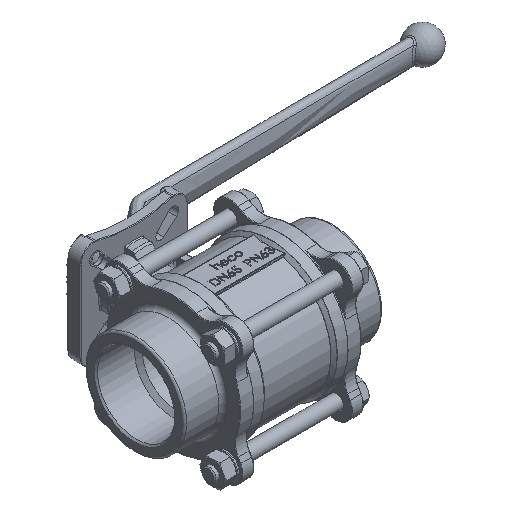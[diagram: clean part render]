
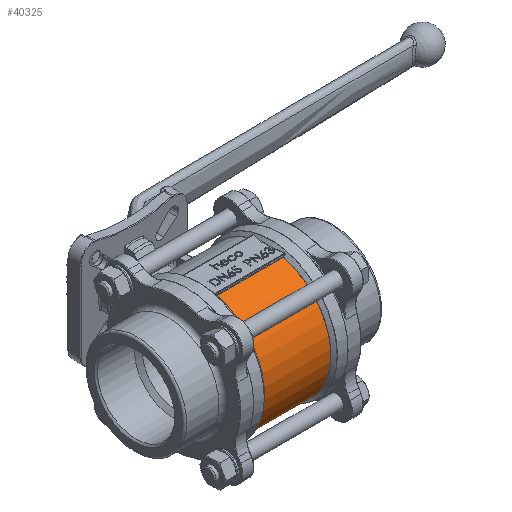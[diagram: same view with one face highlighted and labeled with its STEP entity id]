
A CAD part, isometric view. The second image highlights one B-rep face of the part: STEP entity #40325.
In plain terms, the highlighted cylindrical face has radius 59.5 mm (diameter 119 mm), a partial arc.
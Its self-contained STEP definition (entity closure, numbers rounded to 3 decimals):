
#5819 = CYLINDRICAL_SURFACE ( 'NONE', #34636, 59.5 ) ;
#5820 = FACE_OUTER_BOUND ( 'NONE', #62085, .T. ) ;
#5821 = CARTESIAN_POINT ( 'NONE',  ( 34., 0., 0. ) ) ;
#5831 = DIRECTION ( 'NONE',  ( -1., 0., 0. ) ) ;
#5832 = DIRECTION ( 'NONE',  ( 0., 0., 1. ) ) ;
#22800 = VERTEX_POINT ( 'NONE', #67592 ) ;
#22812 = VERTEX_POINT ( 'NONE', #67604 ) ;
#22814 = VERTEX_POINT ( 'NONE', #67606 ) ;
#22900 = VERTEX_POINT ( 'NONE', #70591 ) ;
#34636 = AXIS2_PLACEMENT_3D ( 'NONE', #5821, #5831, #5832 ) ;
#40325 = ADVANCED_FACE ( 'NONE', ( #5820 ), #5819, .T. ) ;
#46910 = ORIENTED_EDGE ( 'NONE', *, *, #58262, .T. ) ;
#47153 = ORIENTED_EDGE ( 'NONE', *, *, #58197, .T. ) ;
#58174 = EDGE_CURVE ( 'NONE', #22900, #22812, #71828, .T. ) ;
#58197 = EDGE_CURVE ( 'NONE', #22814, #22800, #71944, .T. ) ;
#58255 = EDGE_CURVE ( 'NONE', #22812, #22814, #69861, .T. ) ;
#58262 = EDGE_CURVE ( 'NONE', #22800, #22900, #69870, .T. ) ;
#60715 = ORIENTED_EDGE ( 'NONE', *, *, #58255, .T. ) ;
#60746 = ORIENTED_EDGE ( 'NONE', *, *, #58174, .T. ) ;
#62085 = EDGE_LOOP ( 'NONE', ( #47153, #46910, #60746, #60715 ) ) ;
#67592 = CARTESIAN_POINT ( 'NONE',  ( 30.886, -15.223, -57.52 ) ) ;
#67604 = CARTESIAN_POINT ( 'NONE',  ( -30.886, -15.223, 57.52 ) ) ;
#67606 = CARTESIAN_POINT ( 'NONE',  ( -30.886, -15.223, -57.52 ) ) ;
#69825 = VECTOR ( 'NONE', #71834, 1000. ) ;
#69836 = VECTOR ( 'NONE', #71949, 1000. ) ;
#69861 = CIRCLE ( 'NONE', #69867, 59.5 ) ;
#69867 = AXIS2_PLACEMENT_3D ( 'NONE', #72276, #72278, #72279 ) ;
#69870 = CIRCLE ( 'NONE', #69873, 59.5 ) ;
#69873 = AXIS2_PLACEMENT_3D ( 'NONE', #72293, #72295, #72296 ) ;
#70591 = CARTESIAN_POINT ( 'NONE',  ( 30.886, -15.223, 57.52 ) ) ;
#71828 = LINE ( 'NONE', #71832, #69825 ) ;
#71832 = CARTESIAN_POINT ( 'NONE',  ( 34., -15.223, 57.52 ) ) ;
#71834 = DIRECTION ( 'NONE',  ( -1., 0., 0. ) ) ;
#71944 = LINE ( 'NONE', #71947, #69836 ) ;
#71947 = CARTESIAN_POINT ( 'NONE',  ( 34., -15.223, -57.52 ) ) ;
#71949 = DIRECTION ( 'NONE',  ( 1., 0., 0. ) ) ;
#72276 = CARTESIAN_POINT ( 'NONE',  ( -30.886, 0., 0. ) ) ;
#72278 = DIRECTION ( 'NONE',  ( 1., 0., 0. ) ) ;
#72279 = DIRECTION ( 'NONE',  ( 0., 0., -1. ) ) ;
#72293 = CARTESIAN_POINT ( 'NONE',  ( 30.886, 0., 0. ) ) ;
#72295 = DIRECTION ( 'NONE',  ( -1., 0., 0. ) ) ;
#72296 = DIRECTION ( 'NONE',  ( 0., 0., 1. ) ) ;
